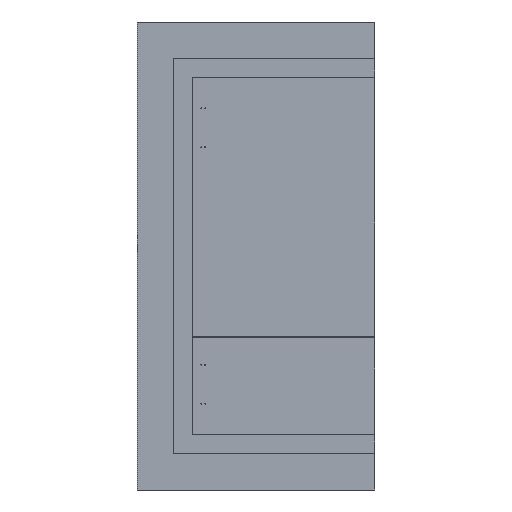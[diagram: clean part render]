
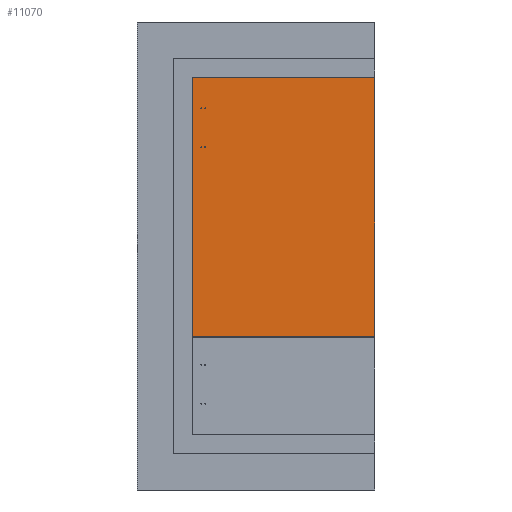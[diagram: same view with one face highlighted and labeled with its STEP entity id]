
A CAD part, left-side view. The second image highlights one B-rep face of the part: STEP entity #11070.
In plain terms, the highlighted planar face has unit normal (-1, 0, 0).
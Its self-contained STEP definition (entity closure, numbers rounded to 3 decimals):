
#8970=CARTESIAN_POINT('',(-42.,-65.15,-1151.6));
#8980=DIRECTION('',(0.,0.,1.));
#8990=VECTOR('',#8980,1.);
#9000=LINE('',#8970,#8990);
#9010=CARTESIAN_POINT('',(-42.,-65.15,-2352.25));
#9020=VERTEX_POINT('',#9010);
#9030=CARTESIAN_POINT('',(-42.,-65.15,-1273.75));
#9040=VERTEX_POINT('',#9030);
#9050=EDGE_CURVE('',#9020,#9040,#9000,.T.);
#9750=CARTESIAN_POINT('',(-42.,-826.65,-2352.25));
#9760=VERTEX_POINT('',#9750);
#9790=CARTESIAN_POINT('',(-42.,-826.65,-1151.6));
#9800=DIRECTION('',(0.,0.,-1.));
#9810=VECTOR('',#9800,1.);
#9820=LINE('',#9790,#9810);
#9830=CARTESIAN_POINT('',(-42.,-826.65,-1273.75));
#9840=VERTEX_POINT('',#9830);
#9850=EDGE_CURVE('',#9840,#9760,#9820,.T.);
#10260=CARTESIAN_POINT('',(-42.,-126.65,-2623.088));
#10270=DIRECTION('',(-1.,0.,0.));
#10280=DIRECTION('',(0.,0.,1.));
#10290=AXIS2_PLACEMENT_3D('',#10260,#10270,#10280);
#10300=PLANE('',#10290);
#10310=CARTESIAN_POINT('',(-42.,-127.75,-1413.25));
#10320=DIRECTION('',(1.,0.,0.));
#10330=DIRECTION('',(0.,0.,-1.));
#10340=AXIS2_PLACEMENT_3D('',#10310,#10320,#10330);
#10350=CIRCLE('',#10340,2.1);
#10360=CARTESIAN_POINT('',(-42.,-127.75,-1415.35));
#10370=VERTEX_POINT('',#10360);
#10380=CARTESIAN_POINT('',(-42.,-127.75,-1411.15));
#10390=VERTEX_POINT('',#10380);
#10400=EDGE_CURVE('',#10370,#10390,#10350,.T.);
#10410=ORIENTED_EDGE('',*,*,#10400,.T.);
#10420=EDGE_CURVE('',#10390,#10370,#10350,.T.);
#10430=ORIENTED_EDGE('',*,*,#10420,.T.);
#10440=EDGE_LOOP('',(#10430,#10410));
#10450=FACE_BOUND('',#10440,.T.);
#10460=CARTESIAN_POINT('',(-42.,-127.75,-1573.25));
#10470=DIRECTION('',(1.,0.,0.));
#10480=DIRECTION('',(0.,0.,-1.));
#10490=AXIS2_PLACEMENT_3D('',#10460,#10470,#10480);
#10500=CIRCLE('',#10490,2.1);
#10510=CARTESIAN_POINT('',(-42.,-127.75,-1575.35));
#10520=VERTEX_POINT('',#10510);
#10530=CARTESIAN_POINT('',(-42.,-127.75,-1571.15));
#10540=VERTEX_POINT('',#10530);
#10550=EDGE_CURVE('',#10520,#10540,#10500,.T.);
#10560=ORIENTED_EDGE('',*,*,#10550,.T.);
#10570=EDGE_CURVE('',#10540,#10520,#10500,.T.);
#10580=ORIENTED_EDGE('',*,*,#10570,.T.);
#10590=EDGE_LOOP('',(#10580,#10560));
#10600=FACE_BOUND('',#10590,.T.);
#10610=CARTESIAN_POINT('',(-42.,-111.75,-1413.25));
#10620=DIRECTION('',(1.,0.,0.));
#10630=DIRECTION('',(0.,0.,-1.));
#10640=AXIS2_PLACEMENT_3D('',#10610,#10620,#10630);
#10650=CIRCLE('',#10640,2.1);
#10660=CARTESIAN_POINT('',(-42.,-111.75,-1415.35));
#10670=VERTEX_POINT('',#10660);
#10680=CARTESIAN_POINT('',(-42.,-111.75,-1411.15));
#10690=VERTEX_POINT('',#10680);
#10700=EDGE_CURVE('',#10670,#10690,#10650,.T.);
#10710=ORIENTED_EDGE('',*,*,#10700,.T.);
#10720=EDGE_CURVE('',#10690,#10670,#10650,.T.);
#10730=ORIENTED_EDGE('',*,*,#10720,.T.);
#10740=EDGE_LOOP('',(#10730,#10710));
#10750=FACE_BOUND('',#10740,.T.);
#10760=CARTESIAN_POINT('',(-42.,-111.75,-1573.25));
#10770=DIRECTION('',(1.,0.,0.));
#10780=DIRECTION('',(0.,0.,-1.));
#10790=AXIS2_PLACEMENT_3D('',#10760,#10770,#10780);
#10800=CIRCLE('',#10790,2.1);
#10810=CARTESIAN_POINT('',(-42.,-111.75,-1575.35));
#10820=VERTEX_POINT('',#10810);
#10830=CARTESIAN_POINT('',(-42.,-111.75,-1571.15));
#10840=VERTEX_POINT('',#10830);
#10850=EDGE_CURVE('',#10820,#10840,#10800,.T.);
#10860=ORIENTED_EDGE('',*,*,#10850,.T.);
#10870=EDGE_CURVE('',#10840,#10820,#10800,.T.);
#10880=ORIENTED_EDGE('',*,*,#10870,.T.);
#10890=EDGE_LOOP('',(#10880,#10860));
#10900=FACE_BOUND('',#10890,.T.);
#10910=CARTESIAN_POINT('',(-42.,-193.9,-1273.75));
#10920=DIRECTION('',(0.,1.,0.));
#10930=VECTOR('',#10920,1.);
#10940=LINE('',#10910,#10930);
#10950=EDGE_CURVE('',#9840,#9040,#10940,.T.);
#10960=ORIENTED_EDGE('',*,*,#10950,.T.);
#10970=ORIENTED_EDGE('',*,*,#9850,.F.);
#10980=CARTESIAN_POINT('',(-42.,-193.9,-2352.25));
#10990=DIRECTION('',(0.,-1.,0.));
#11000=VECTOR('',#10990,1.);
#11010=LINE('',#10980,#11000);
#11020=EDGE_CURVE('',#9020,#9760,#11010,.T.);
#11030=ORIENTED_EDGE('',*,*,#11020,.T.);
#11040=ORIENTED_EDGE('',*,*,#9050,.F.);
#11050=EDGE_LOOP('',(#11040,#11030,#10970,#10960));
#11060=FACE_OUTER_BOUND('',#11050,.T.);
#11070=ADVANCED_FACE('',(#10450,#10600,#10750,#10900,#11060),#10300,.T.)
;
